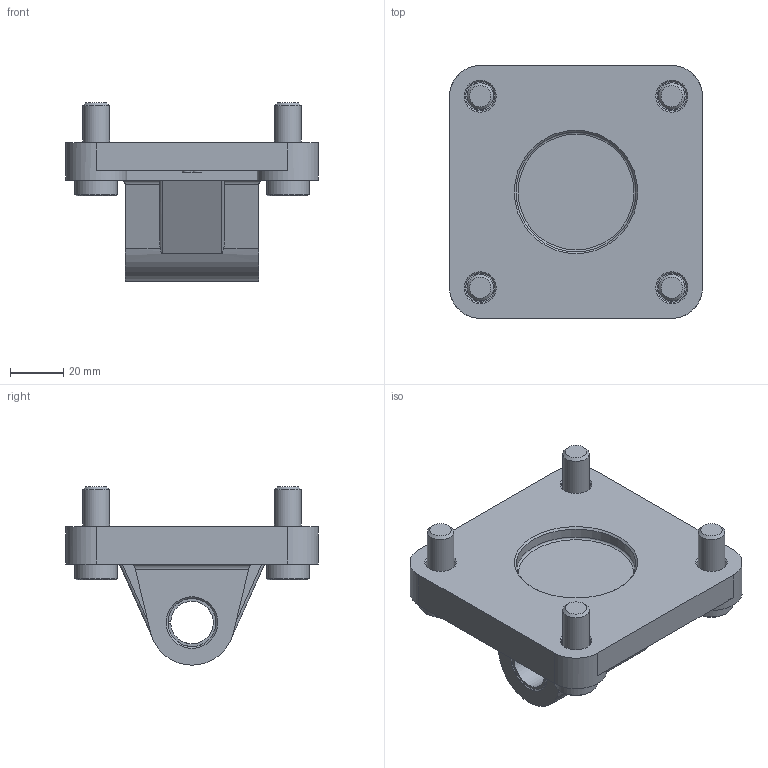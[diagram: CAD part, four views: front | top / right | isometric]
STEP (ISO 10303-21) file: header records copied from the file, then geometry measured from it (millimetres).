
FILE_DESCRIPTION((''),'2;1');
FILE_NAME('CERM80X.stp','2014-09-25T14:45:12',('pc6'),(''),'Autodesk Inventor 2011','Autodesk Inventor 2011','');
FILE_SCHEMA(('AUTOMOTIVE_DESIGN { 1 0 10303 214 1 1 1 1 }'));
Length unit declared in the file: millimetre
Products named in the file (4): CERM80X; CERM80X_1; BUSSOLA_CERF80X; VM1025
Assembly tree (7 placements, depth 2):
  CERM80X
    CERM80X_1
    BUSSOLA_CERF80X  x2
    VM1025  x4
Bounding box: 95 x 95 x 67 mm (x, y, z)
Volume: 173774.1 mm3; surface area: 43125.9 mm2
Topology: 7 solids, 7 shells, 291 faces, 721 edges, 470 vertices
Faces by surface type: plane 158, bspline 62, cylinder 39, cone 31, torus 1
Full cylindrical faces by diameter (mm): 10 x4, 11 x4, 16 x4, 18 x5, 45 x1
Entity records: 7218 total; most frequent: CARTESIAN_POINT 2220, ORIENTED_EDGE 1052, DIRECTION 819, EDGE_CURVE 526, VERTEX_POINT 365, VECTOR 295, LINE 295, EDGE_LOOP 287
